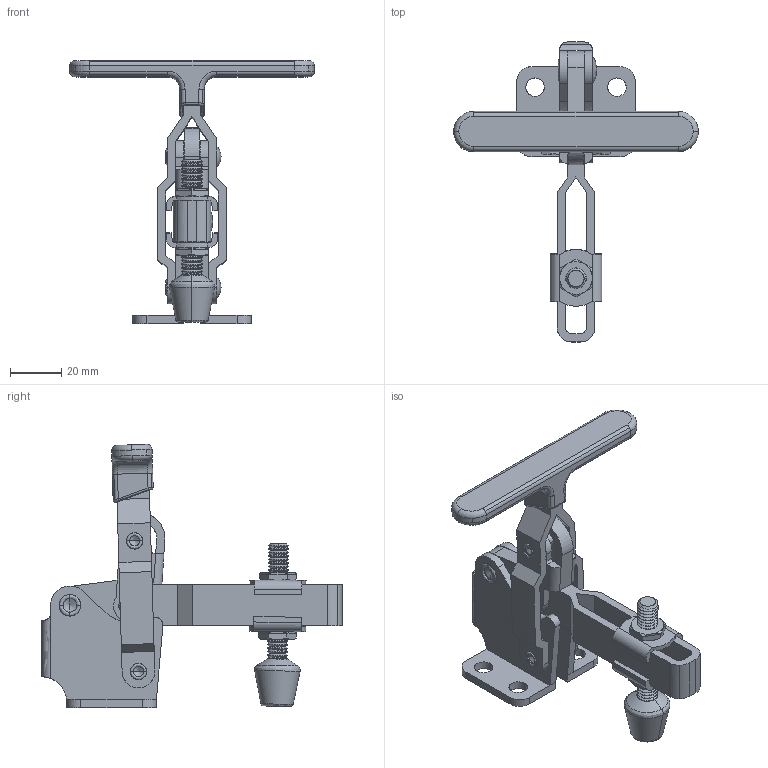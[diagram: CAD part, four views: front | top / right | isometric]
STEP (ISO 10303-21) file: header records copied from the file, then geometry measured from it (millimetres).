
FILE_DESCRIPTION((''),' ');
FILE_NAME('GH-12131.stp',' ',('stephen'),('BIB design'),' ','ACIS 14.0',' ');
FILE_SCHEMA(('automotive_design'));
Length unit declared in the file: inch
Products named in the file (15): Part_495; Part_2009; Part_2010; Part_61444; Part_61445; Part_61450; Part_61451; Part_63695; Part_109884; Part_110259; Part_120631; Part_120632; Part_123218; Part_123836; Part_136300
Bounding box: 95.1 x 116.65 x 102.28 mm (x, y, z)
Volume: 60092.5 mm3; surface area: 41820.4 mm2
Topology: 15 solids, 15 shells, 621 faces, 2144 edges, 1549 vertices
Faces by surface type: revolution 311, plane 128, bspline 96, cylinder 70, torus 12, cone 4
Entity records: 56922 total; most frequent: CARTESIAN_POINT 14403, PRESENTATION_STYLE_ASSIGNMENT 4824, COLOUR_RGB 4824, STYLED_ITEM 4317, ORIENTED_EDGE 4264, DIRECTION 3318, CURVE_STYLE 2639, EDGE_CURVE 2132
